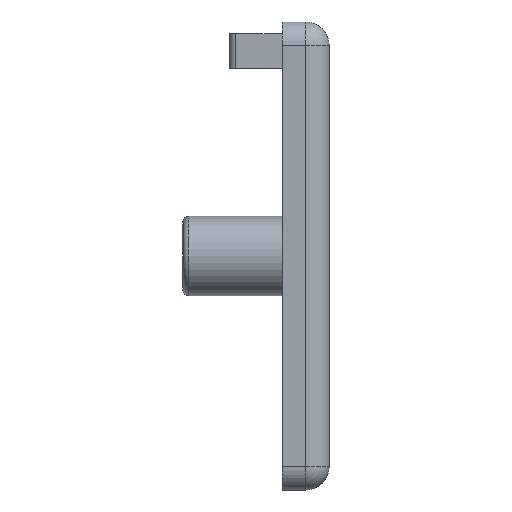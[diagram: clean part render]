
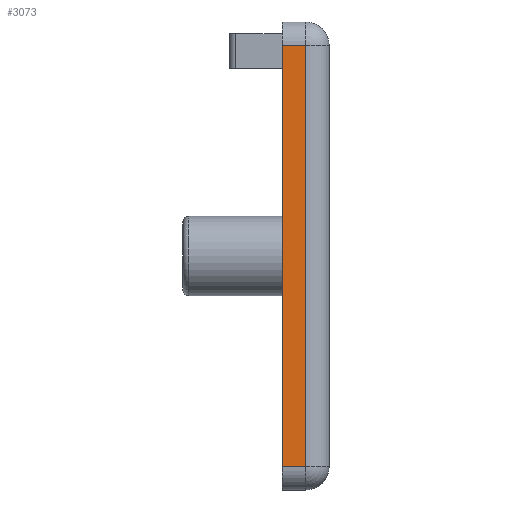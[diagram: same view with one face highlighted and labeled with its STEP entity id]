
A CAD part, left-side view. The second image highlights one B-rep face of the part: STEP entity #3073.
In plain terms, the highlighted planar face has unit normal (-1, 0, 0).
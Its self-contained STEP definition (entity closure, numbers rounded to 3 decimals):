
#239 = LINE ( 'NONE', #1175, #4448 ) ;
#307 = FACE_OUTER_BOUND ( 'NONE', #6544, .T. ) ;
#421 = AXIS2_PLACEMENT_3D ( 'NONE', #4583, #1417, #5143 ) ;
#657 = LINE ( 'NONE', #4130, #6163 ) ;
#809 = CARTESIAN_POINT ( 'NONE',  ( -20., 2., 18. ) ) ;
#1121 = ORIENTED_EDGE ( 'NONE', *, *, #2600, .T. ) ;
#1175 = CARTESIAN_POINT ( 'NONE',  ( -20., 4., 18. ) ) ;
#1417 = DIRECTION ( 'NONE',  ( 1., 0., 0. ) ) ;
#1438 = CARTESIAN_POINT ( 'NONE',  ( -20., 4., -18. ) ) ;
#1560 = EDGE_CURVE ( 'NONE', #6825, #4611, #657, .T. ) ;
#1778 = VERTEX_POINT ( 'NONE', #5068 ) ;
#1783 = LINE ( 'NONE', #3477, #5912 ) ;
#1848 = ORIENTED_EDGE ( 'NONE', *, *, #1886, .F. ) ;
#1886 = EDGE_CURVE ( 'NONE', #4611, #6662, #239, .T. ) ;
#1913 = DIRECTION ( 'NONE',  ( 0., -1., 0. ) ) ;
#1959 = LINE ( 'NONE', #2612, #2124 ) ;
#2124 = VECTOR ( 'NONE', #6405, 1000. ) ;
#2179 = ORIENTED_EDGE ( 'NONE', *, *, #5303, .T. ) ;
#2583 = CARTESIAN_POINT ( 'NONE',  ( -20., 4., 18. ) ) ;
#2600 = EDGE_CURVE ( 'NONE', #6825, #1778, #1783, .T. ) ;
#2612 = CARTESIAN_POINT ( 'NONE',  ( -20., 2., -18. ) ) ;
#3073 = ADVANCED_FACE ( 'NONE', ( #307 ), #4601, .F. ) ;
#3160 = ORIENTED_EDGE ( 'NONE', *, *, #1560, .F. ) ;
#3477 = CARTESIAN_POINT ( 'NONE',  ( -20., 4., -18. ) ) ;
#3796 = DIRECTION ( 'NONE',  ( 0., -1., 0. ) ) ;
#4130 = CARTESIAN_POINT ( 'NONE',  ( -20., 4., -18. ) ) ;
#4448 = VECTOR ( 'NONE', #3796, 1000. ) ;
#4583 = CARTESIAN_POINT ( 'NONE',  ( -20., 4., -18. ) ) ;
#4601 = PLANE ( 'NONE',  #421 ) ;
#4611 = VERTEX_POINT ( 'NONE', #2583 ) ;
#5068 = CARTESIAN_POINT ( 'NONE',  ( -20., 2., -18. ) ) ;
#5143 = DIRECTION ( 'NONE',  ( 0., 0., -1. ) ) ;
#5303 = EDGE_CURVE ( 'NONE', #1778, #6662, #1959, .T. ) ;
#5758 = DIRECTION ( 'NONE',  ( 0., 0., 1. ) ) ;
#5912 = VECTOR ( 'NONE', #1913, 1000. ) ;
#6163 = VECTOR ( 'NONE', #5758, 1000. ) ;
#6405 = DIRECTION ( 'NONE',  ( 0., 0., 1. ) ) ;
#6544 = EDGE_LOOP ( 'NONE', ( #1121, #2179, #1848, #3160 ) ) ;
#6662 = VERTEX_POINT ( 'NONE', #809 ) ;
#6825 = VERTEX_POINT ( 'NONE', #1438 ) ;
